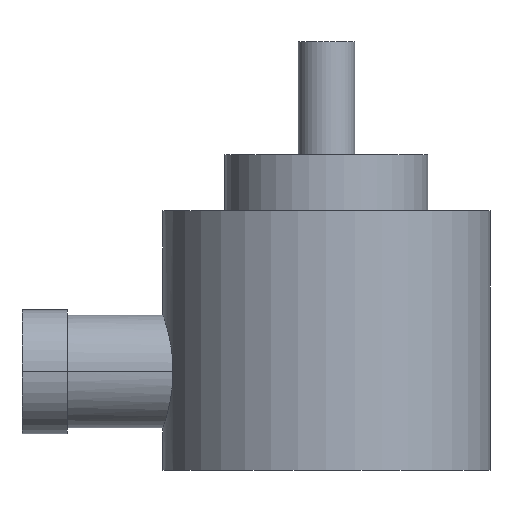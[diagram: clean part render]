
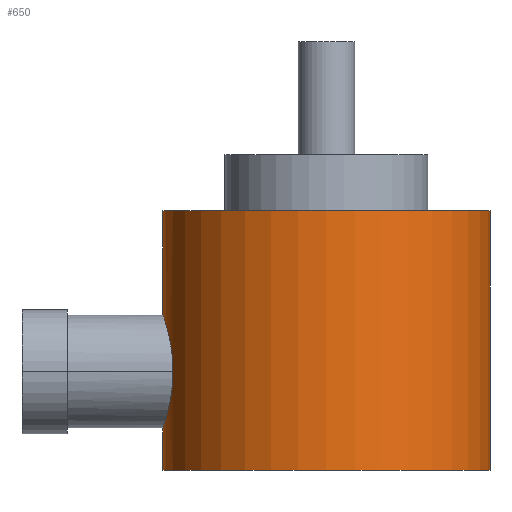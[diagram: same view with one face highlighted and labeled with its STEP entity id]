
A CAD part, front view. The second image highlights one B-rep face of the part: STEP entity #650.
In plain terms, the highlighted cylindrical face has radius 29 mm (diameter 58 mm), a partial arc.
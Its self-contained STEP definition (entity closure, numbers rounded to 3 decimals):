
#13=CARTESIAN_POINT('',(0.,0.,-23.));
#14=DIRECTION('',(0.,0.,1.));
#15=DIRECTION('',(-1.,0.,0.));
#16=AXIS2_PLACEMENT_3D('',#13,#14,#15);
#32=CARTESIAN_POINT('',(-29.,0.,-15.5));
#37=DIRECTION('',(0.,0.,1.));
#38=VECTOR('',#37,46.);
#39=CARTESIAN_POINT('',(29.,0.,-23.));
#40=LINE('',#39,#38);
#44=CARTESIAN_POINT('',(-29.,0.,4.5));
#136=CARTESIAN_POINT('',(-29.,0.,-15.5));
#137=CARTESIAN_POINT('',(-29.,-0.571,-15.5));
#138=CARTESIAN_POINT('',(-28.967,-1.704,
-15.404));
#139=CARTESIAN_POINT('',(-28.816,-3.4,
-14.958));
#140=CARTESIAN_POINT('',(-28.582,-4.989,
-14.227));
#141=CARTESIAN_POINT('',(-28.283,-6.459,
-13.203));
#142=CARTESIAN_POINT('',(-27.965,-7.707,
-11.954));
#143=CARTESIAN_POINT('',(-27.66,-8.729,
-10.485));
#144=CARTESIAN_POINT('',(-27.416,-9.461,
-8.894));
#145=CARTESIAN_POINT('',(-27.256,-9.907,
-7.189));
#146=CARTESIAN_POINT('',(-27.221,-10.,-6.066));
#147=CARTESIAN_POINT('',(-27.221,-10.,-5.5));
#152=CARTESIAN_POINT('',(-27.221,-10.,-5.5));
#153=CARTESIAN_POINT('',(-27.221,-10.,-4.934));
#154=CARTESIAN_POINT('',(-27.256,-9.906,
-3.81));
#155=CARTESIAN_POINT('',(-27.416,-9.461,
-2.106));
#156=CARTESIAN_POINT('',(-27.66,-8.728,
-0.514));
#157=CARTESIAN_POINT('',(-27.965,-7.707,
0.954));
#158=CARTESIAN_POINT('',(-28.283,-6.459,2.203));
#159=CARTESIAN_POINT('',(-28.582,-4.987,3.228));
#160=CARTESIAN_POINT('',(-28.816,-3.399,3.959));
#161=CARTESIAN_POINT('',(-28.967,-1.703,4.404));
#162=CARTESIAN_POINT('',(-29.,-0.571,4.5));
#163=CARTESIAN_POINT('',(-29.,0.,4.5));
#168=DIRECTION('',(0.,0.,1.));
#169=VECTOR('',#168,18.5);
#170=CARTESIAN_POINT('',(-29.,0.,4.5));
#171=LINE('',#170,#169);
#175=DIRECTION('',(0.,0.,1.));
#176=VECTOR('',#175,7.5);
#177=CARTESIAN_POINT('',(-29.,0.,-23.));
#178=LINE('',#177,#176);
#190=CARTESIAN_POINT('',(0.,0.,23.));
#191=DIRECTION('',(0.,0.,1.));
#192=DIRECTION('',(-1.,0.,0.));
#193=AXIS2_PLACEMENT_3D('',#190,#191,#192);
#428=CARTESIAN_POINT('',(29.,0.,-23.));
#429=CARTESIAN_POINT('',(-29.,0.,-23.));
#430=VERTEX_POINT('',#428);
#431=VERTEX_POINT('',#429);
#432=CARTESIAN_POINT('',(29.,0.,23.));
#433=CARTESIAN_POINT('',(-29.,0.,23.));
#434=VERTEX_POINT('',#432);
#435=VERTEX_POINT('',#433);
#477=VERTEX_POINT('',#32);
#478=VERTEX_POINT('',#44);
#479=VERTEX_POINT('',#147);
#635=CARTESIAN_POINT('',(0.,0.,-23.));
#636=DIRECTION('',(0.,0.,1.));
#637=DIRECTION('',(1.,0.,0.));
#638=AXIS2_PLACEMENT_3D('',#635,#636,#637);
#639=CYLINDRICAL_SURFACE('',#638,29.);
#640=ORIENTED_EDGE('',*,*,#558,.T.);
#641=ORIENTED_EDGE('',*,*,#629,.T.);
#642=ORIENTED_EDGE('',*,*,#530,.T.);
#644=ORIENTED_EDGE('',*,*,#643,.T.);
#645=ORIENTED_EDGE('',*,*,#526,.F.);
#646=ORIENTED_EDGE('',*,*,#499,.F.);
#647=ORIENTED_EDGE('',*,*,#523,.T.);
#648=EDGE_LOOP('',(#640,#641,#642,#644,#645,#646,#647));
#649=FACE_OUTER_BOUND('',#648,.F.);
#17=CIRCLE('',#16,29.);
#148=B_SPLINE_CURVE_WITH_KNOTS('',3,(#136,#137,#138,#139,#140,#141,#142,#143,
#144,#145,#146,#147),.UNSPECIFIED.,.F.,.F.,(4,1,1,1,1,1,1,1,1,4),(0.,
0.111,0.222,0.333,0.444,
0.556,0.667,0.778,0.889,1.),
.UNSPECIFIED.);
#164=B_SPLINE_CURVE_WITH_KNOTS('',3,(#152,#153,#154,#155,#156,#157,#158,#159,
#160,#161,#162,#163),.UNSPECIFIED.,.F.,.F.,(4,1,1,1,1,1,1,1,1,4),(0.,
0.111,0.222,0.333,0.444,
0.556,0.667,0.778,0.889,1.),
.UNSPECIFIED.);
#194=CIRCLE('',#193,29.);
#499=EDGE_CURVE('',#431,#430,#17,.T.);
#523=EDGE_CURVE('',#431,#477,#178,.T.);
#526=EDGE_CURVE('',#430,#434,#40,.T.);
#530=EDGE_CURVE('',#478,#435,#171,.T.);
#558=EDGE_CURVE('',#477,#479,#148,.T.);
#629=EDGE_CURVE('',#479,#478,#164,.T.);
#643=EDGE_CURVE('',#435,#434,#194,.T.);
#650=ADVANCED_FACE('',(#649),#639,.T.);
